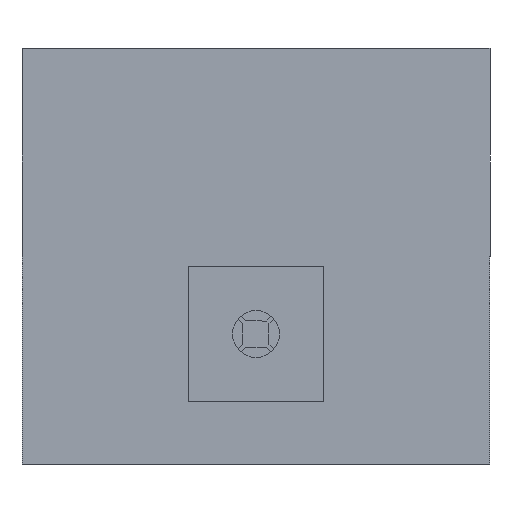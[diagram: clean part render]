
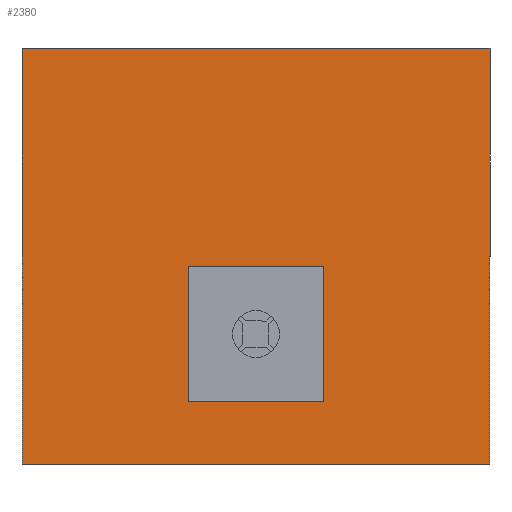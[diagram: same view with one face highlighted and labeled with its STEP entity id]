
A CAD part, front view. The second image highlights one B-rep face of the part: STEP entity #2380.
In plain terms, the highlighted planar face has unit normal (0, -1, 0).
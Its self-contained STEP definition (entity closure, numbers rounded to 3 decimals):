
#1 = ORIENTED_EDGE ( 'NONE', *, *, #1331, .F. ) ;
#10 = VECTOR ( 'NONE', #1703, 1000. ) ;
#56 = CARTESIAN_POINT ( 'NONE',  ( 77.5, 0., -230. ) ) ;
#70 = LINE ( 'NONE', #1682, #10 ) ;
#71 = EDGE_LOOP ( 'NONE', ( #587, #687, #228, #1 ) ) ;
#87 = VERTEX_POINT ( 'NONE', #2614 ) ;
#93 = LINE ( 'NONE', #2958, #2282 ) ;
#144 = VERTEX_POINT ( 'NONE', #2893 ) ;
#163 = LINE ( 'NONE', #3108, #175 ) ;
#175 = VECTOR ( 'NONE', #1122, 1000. ) ;
#176 = CARTESIAN_POINT ( 'NONE',  ( -77.5, 0., -227.5 ) ) ;
#200 = CARTESIAN_POINT ( 'NONE',  ( -77.5, 0., -230. ) ) ;
#208 = DIRECTION ( 'NONE',  ( 0., 1., 0. ) ) ;
#213 = DIRECTION ( 'NONE',  ( 0., 0., 1. ) ) ;
#228 = ORIENTED_EDGE ( 'NONE', *, *, #2967, .F. ) ;
#258 = CARTESIAN_POINT ( 'NONE',  ( -450., 0., -400. ) ) ;
#274 = DIRECTION ( 'NONE',  ( 0., 0., -1. ) ) ;
#304 = CARTESIAN_POINT ( 'NONE',  ( -80., 0., -72.5 ) ) ;
#382 = DIRECTION ( 'NONE',  ( 0., 1., 0. ) ) ;
#429 = DIRECTION ( 'NONE',  ( -1., 0., 0. ) ) ;
#449 = FACE_BOUND ( 'NONE', #3213, .T. ) ;
#456 = LINE ( 'NONE', #258, #2643 ) ;
#465 = VERTEX_POINT ( 'NONE', #2790 ) ;
#467 = FACE_OUTER_BOUND ( 'NONE', #71, .T. ) ;
#497 = ORIENTED_EDGE ( 'NONE', *, *, #3113, .T. ) ;
#509 = VECTOR ( 'NONE', #213, 1000. ) ;
#511 = ORIENTED_EDGE ( 'NONE', *, *, #1088, .T. ) ;
#518 = ORIENTED_EDGE ( 'NONE', *, *, #943, .T. ) ;
#559 = ORIENTED_EDGE ( 'NONE', *, *, #1060, .T. ) ;
#568 = DIRECTION ( 'NONE',  ( -1., 0., 0. ) ) ;
#575 = ORIENTED_EDGE ( 'NONE', *, *, #2491, .T. ) ;
#587 = ORIENTED_EDGE ( 'NONE', *, *, #2038, .F. ) ;
#687 = ORIENTED_EDGE ( 'NONE', *, *, #921, .F. ) ;
#696 = LINE ( 'NONE', #1383, #509 ) ;
#830 = VERTEX_POINT ( 'NONE', #2181 ) ;
#832 = CARTESIAN_POINT ( 'NONE',  ( -450., 0., 400. ) ) ;
#869 = CARTESIAN_POINT ( 'NONE',  ( -450., 0., 400. ) ) ;
#919 = CARTESIAN_POINT ( 'NONE',  ( 450., 0., -400. ) ) ;
#921 = EDGE_CURVE ( 'NONE', #2448, #87, #456, .T. ) ;
#943 = EDGE_CURVE ( 'NONE', #830, #3030, #2602, .T. ) ;
#945 = CIRCLE ( 'NONE', #1353, 2.5 ) ;
#960 = AXIS2_PLACEMENT_3D ( 'NONE', #1632, #208, #3177 ) ;
#978 = DIRECTION ( 'NONE',  ( 0., 0., 1. ) ) ;
#980 = VERTEX_POINT ( 'NONE', #304 ) ;
#994 = PLANE ( 'NONE',  #3087 ) ;
#1060 = EDGE_CURVE ( 'NONE', #1447, #465, #2527, .T. ) ;
#1075 = DIRECTION ( 'NONE',  ( 0., 0., -1. ) ) ;
#1088 = EDGE_CURVE ( 'NONE', #3030, #1447, #2449, .T. ) ;
#1122 = DIRECTION ( 'NONE',  ( 1., 0., 0. ) ) ;
#1239 = VERTEX_POINT ( 'NONE', #869 ) ;
#1248 = VECTOR ( 'NONE', #3212, 1000. ) ;
#1281 = LINE ( 'NONE', #1694, #1248 ) ;
#1293 = CARTESIAN_POINT ( 'NONE',  ( -77.5, 0., -230. ) ) ;
#1331 = EDGE_CURVE ( 'NONE', #1239, #3265, #93, .T. ) ;
#1353 = AXIS2_PLACEMENT_3D ( 'NONE', #3020, #2977, #3007 ) ;
#1359 = CARTESIAN_POINT ( 'NONE',  ( 80., 0., -72.5 ) ) ;
#1368 = DIRECTION ( 'NONE',  ( 0., 1., 0. ) ) ;
#1383 = CARTESIAN_POINT ( 'NONE',  ( -80., 0., -227.5 ) ) ;
#1428 = CARTESIAN_POINT ( 'NONE',  ( 80., 0., -227.5 ) ) ;
#1447 = VERTEX_POINT ( 'NONE', #1293 ) ;
#1459 = LINE ( 'NONE', #1428, #1470 ) ;
#1470 = VECTOR ( 'NONE', #1075, 1000. ) ;
#1627 = DIRECTION ( 'NONE',  ( 0., 0., 1. ) ) ;
#1632 = CARTESIAN_POINT ( 'NONE',  ( -77.5, 0., -72.5 ) ) ;
#1641 = CIRCLE ( 'NONE', #960, 2.5 ) ;
#1682 = CARTESIAN_POINT ( 'NONE',  ( -450., 0., -400. ) ) ;
#1684 = AXIS2_PLACEMENT_3D ( 'NONE', #176, #3090, #1627 ) ;
#1694 = CARTESIAN_POINT ( 'NONE',  ( 450., 0., -400. ) ) ;
#1703 = DIRECTION ( 'NONE',  ( 0., 0., 1. ) ) ;
#1778 = CARTESIAN_POINT ( 'NONE',  ( 450., 0., 400. ) ) ;
#1857 = AXIS2_PLACEMENT_3D ( 'NONE', #2577, #1368, #274 ) ;
#2038 = EDGE_CURVE ( 'NONE', #87, #1239, #70, .T. ) ;
#2181 = CARTESIAN_POINT ( 'NONE',  ( 80., 0., -227.5 ) ) ;
#2183 = DIRECTION ( 'NONE',  ( 1., 0., 0. ) ) ;
#2196 = EDGE_CURVE ( 'NONE', #2760, #144, #163, .T. ) ;
#2282 = VECTOR ( 'NONE', #2183, 1000. ) ;
#2380 = ADVANCED_FACE ( 'NONE', ( #449, #467 ), #994, .F. ) ;
#2395 = ORIENTED_EDGE ( 'NONE', *, *, #3279, .T. ) ;
#2398 = ORIENTED_EDGE ( 'NONE', *, *, #2196, .T. ) ;
#2418 = VECTOR ( 'NONE', #429, 1000. ) ;
#2448 = VERTEX_POINT ( 'NONE', #919 ) ;
#2449 = LINE ( 'NONE', #200, #2418 ) ;
#2491 = EDGE_CURVE ( 'NONE', #465, #980, #696, .T. ) ;
#2504 = ORIENTED_EDGE ( 'NONE', *, *, #2710, .T. ) ;
#2527 = CIRCLE ( 'NONE', #1684, 2.5 ) ;
#2577 = CARTESIAN_POINT ( 'NONE',  ( 77.5, 0., -227.5 ) ) ;
#2602 = CIRCLE ( 'NONE', #1857, 2.5 ) ;
#2614 = CARTESIAN_POINT ( 'NONE',  ( -450., 0., -400. ) ) ;
#2643 = VECTOR ( 'NONE', #568, 1000. ) ;
#2710 = EDGE_CURVE ( 'NONE', #144, #3104, #945, .T. ) ;
#2760 = VERTEX_POINT ( 'NONE', #2906 ) ;
#2790 = CARTESIAN_POINT ( 'NONE',  ( -80., 0., -227.5 ) ) ;
#2893 = CARTESIAN_POINT ( 'NONE',  ( 77.5, 0., -70. ) ) ;
#2906 = CARTESIAN_POINT ( 'NONE',  ( -77.5, 0., -70. ) ) ;
#2958 = CARTESIAN_POINT ( 'NONE',  ( -450., 0., 400. ) ) ;
#2967 = EDGE_CURVE ( 'NONE', #3265, #2448, #1281, .T. ) ;
#2977 = DIRECTION ( 'NONE',  ( 0., 1., 0. ) ) ;
#3007 = DIRECTION ( 'NONE',  ( 0., 0., 1. ) ) ;
#3020 = CARTESIAN_POINT ( 'NONE',  ( 77.5, 0., -72.5 ) ) ;
#3030 = VERTEX_POINT ( 'NONE', #56 ) ;
#3087 = AXIS2_PLACEMENT_3D ( 'NONE', #832, #382, #978 ) ;
#3090 = DIRECTION ( 'NONE',  ( 0., 1., 0. ) ) ;
#3104 = VERTEX_POINT ( 'NONE', #1359 ) ;
#3108 = CARTESIAN_POINT ( 'NONE',  ( -77.5, 0., -70. ) ) ;
#3113 = EDGE_CURVE ( 'NONE', #3104, #830, #1459, .T. ) ;
#3177 = DIRECTION ( 'NONE',  ( 0., 0., 1. ) ) ;
#3212 = DIRECTION ( 'NONE',  ( 0., 0., -1. ) ) ;
#3213 = EDGE_LOOP ( 'NONE', ( #2398, #2504, #497, #518, #511, #559, #575, #2395 ) ) ;
#3265 = VERTEX_POINT ( 'NONE', #1778 ) ;
#3279 = EDGE_CURVE ( 'NONE', #980, #2760, #1641, .T. ) ;
